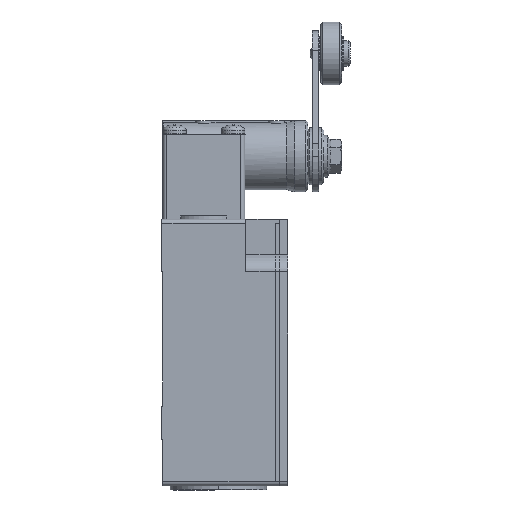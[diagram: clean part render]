
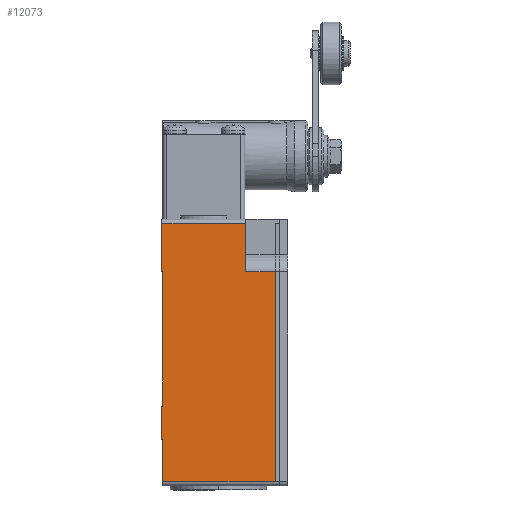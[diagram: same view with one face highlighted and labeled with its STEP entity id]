
A CAD part, left-side view. The second image highlights one B-rep face of the part: STEP entity #12073.
In plain terms, the highlighted planar face has unit normal (-1, 0, 0).
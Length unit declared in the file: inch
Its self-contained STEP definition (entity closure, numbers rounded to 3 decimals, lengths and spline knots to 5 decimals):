
#139 = ORIENTED_EDGE ( 'NONE', *, *, #13209, .T. ) ;
#420 = CARTESIAN_POINT ( 'NONE',  ( -0.59055, 0.52362, 0.7874 ) ) ;
#478 = DIRECTION ( 'NONE',  ( 0., 1., 0. ) ) ;
#713 = CARTESIAN_POINT ( 'NONE',  ( -0.59055, -0.5315, 0.07874 ) ) ;
#1015 = VERTEX_POINT ( 'NONE', #8175 ) ;
#1378 = AXIS2_PLACEMENT_3D ( 'NONE', #7386, #6354, #4419 ) ;
#1469 = DIRECTION ( 'NONE',  ( 0., 0., -1. ) ) ;
#1891 = CARTESIAN_POINT ( 'NONE',  ( -0.59055, 0.52362, 2.04724 ) ) ;
#2101 = ORIENTED_EDGE ( 'NONE', *, *, #8879, .T. ) ;
#2265 = VECTOR ( 'NONE', #478, 39.37008 ) ;
#2662 = CARTESIAN_POINT ( 'NONE',  ( -0.59055, 0.5315, 1.28938 ) ) ;
#2739 = LINE ( 'NONE', #2662, #7774 ) ;
#2808 = DIRECTION ( 'NONE',  ( 0., 0., -1. ) ) ;
#2833 = LINE ( 'NONE', #4835, #5471 ) ;
#2974 = EDGE_LOOP ( 'NONE', ( #139, #8207, #4999, #9125, #12934, #4163, #11125, #8186, #13210, #4726, #9135, #2101 ) ) ;
#3177 = PLANE ( 'NONE',  #1378 ) ;
#3311 = DIRECTION ( 'NONE',  ( 0., -1., 0. ) ) ;
#3434 = EDGE_CURVE ( 'NONE', #10663, #9957, #2739, .T. ) ;
#3442 = EDGE_CURVE ( 'NONE', #6793, #10663, #9070, .T. ) ;
#3572 = CARTESIAN_POINT ( 'NONE',  ( -0.59055, -0.25591, 2.50001 ) ) ;
#3722 = EDGE_CURVE ( 'NONE', #9957, #9881, #12727, .T. ) ;
#3793 = LINE ( 'NONE', #4899, #9955 ) ;
#3900 = EDGE_CURVE ( 'NONE', #12108, #6793, #13066, .T. ) ;
#4163 = ORIENTED_EDGE ( 'NONE', *, *, #3442, .T. ) ;
#4419 = DIRECTION ( 'NONE',  ( 0., 0., 1. ) ) ;
#4564 = VECTOR ( 'NONE', #11924, 39.37008 ) ;
#4692 = CARTESIAN_POINT ( 'NONE',  ( -0.59055, -0.25591, 2.04725 ) ) ;
#4726 = ORIENTED_EDGE ( 'NONE', *, *, #10412, .T. ) ;
#4758 = CARTESIAN_POINT ( 'NONE',  ( -0.59055, -0.25591, 2.50001 ) ) ;
#4835 = CARTESIAN_POINT ( 'NONE',  ( -0.59055, 0.52362, 0.7874 ) ) ;
#4899 = CARTESIAN_POINT ( 'NONE',  ( -0.59055, -0.64961, 0.7874 ) ) ;
#4999 = ORIENTED_EDGE ( 'NONE', *, *, #8554, .F. ) ;
#5087 = DIRECTION ( 'NONE',  ( 0., -1., 0. ) ) ;
#5113 = EDGE_CURVE ( 'NONE', #9881, #13600, #2833, .T. ) ;
#5341 = VECTOR ( 'NONE', #3311, 39.37008 ) ;
#5471 = VECTOR ( 'NONE', #5926, 39.37008 ) ;
#5858 = LINE ( 'NONE', #9909, #10814 ) ;
#5924 = CARTESIAN_POINT ( 'NONE',  ( -0.59055, 0.5315, 1.28938 ) ) ;
#5926 = DIRECTION ( 'NONE',  ( 0., 0., -1. ) ) ;
#5951 = EDGE_CURVE ( 'NONE', #10714, #12108, #7747, .T. ) ;
#6079 = DIRECTION ( 'NONE',  ( 0., -1., 0. ) ) ;
#6121 = CARTESIAN_POINT ( 'NONE',  ( -0.59055, -0.64961, 0.07874 ) ) ;
#6354 = DIRECTION ( 'NONE',  ( -1., 0., 0. ) ) ;
#6793 = VERTEX_POINT ( 'NONE', #4758 ) ;
#7167 = LINE ( 'NONE', #6121, #9918 ) ;
#7224 = VECTOR ( 'NONE', #6079, 39.37008 ) ;
#7386 = CARTESIAN_POINT ( 'NONE',  ( -0.59055, -0.64961, 2.50001 ) ) ;
#7604 = CARTESIAN_POINT ( 'NONE',  ( -0.59055, -0.5315, 1.28938 ) ) ;
#7607 = VERTEX_POINT ( 'NONE', #713 ) ;
#7747 = LINE ( 'NONE', #11854, #4564 ) ;
#7774 = VECTOR ( 'NONE', #2808, 39.37008 ) ;
#7812 = VERTEX_POINT ( 'NONE', #13051 ) ;
#8110 = CARTESIAN_POINT ( 'NONE',  ( -0.59055, -0.64961, 2.50001 ) ) ;
#8175 = CARTESIAN_POINT ( 'NONE',  ( -0.59055, 0.5315, 0.7874 ) ) ;
#8186 = ORIENTED_EDGE ( 'NONE', *, *, #3722, .T. ) ;
#8207 = ORIENTED_EDGE ( 'NONE', *, *, #9178, .T. ) ;
#8553 = DIRECTION ( 'NONE',  ( 0., 0., -1. ) ) ;
#8554 = EDGE_CURVE ( 'NONE', #10714, #7607, #12823, .T. ) ;
#8608 = CARTESIAN_POINT ( 'NONE',  ( -0.59055, -0.64961, 0.47244 ) ) ;
#8626 = VECTOR ( 'NONE', #8553, 39.37008 ) ;
#8879 = EDGE_CURVE ( 'NONE', #7812, #9357, #12526, .T. ) ;
#9070 = LINE ( 'NONE', #8110, #2265 ) ;
#9125 = ORIENTED_EDGE ( 'NONE', *, *, #5951, .T. ) ;
#9135 = ORIENTED_EDGE ( 'NONE', *, *, #13263, .T. ) ;
#9178 = EDGE_CURVE ( 'NONE', #12070, #7607, #7167, .T. ) ;
#9357 = VERTEX_POINT ( 'NONE', #10863 ) ;
#9698 = DIRECTION ( 'NONE',  ( 0., 0., 1. ) ) ;
#9881 = VERTEX_POINT ( 'NONE', #12199 ) ;
#9909 = CARTESIAN_POINT ( 'NONE',  ( -0.59055, 0.52362, 0.03937 ) ) ;
#9918 = VECTOR ( 'NONE', #5087, 39.37008 ) ;
#9955 = VECTOR ( 'NONE', #12313, 39.37008 ) ;
#9957 = VERTEX_POINT ( 'NONE', #13300 ) ;
#10159 = VECTOR ( 'NONE', #1469, 39.37008 ) ;
#10249 = CARTESIAN_POINT ( 'NONE',  ( -0.59055, -0.5315, 2.04725 ) ) ;
#10412 = EDGE_CURVE ( 'NONE', #13600, #1015, #3793, .T. ) ;
#10663 = VERTEX_POINT ( 'NONE', #12981 ) ;
#10714 = VERTEX_POINT ( 'NONE', #10249 ) ;
#10814 = VECTOR ( 'NONE', #12941, 39.37008 ) ;
#10863 = CARTESIAN_POINT ( 'NONE',  ( -0.59055, 0.52362, 0.47244 ) ) ;
#11125 = ORIENTED_EDGE ( 'NONE', *, *, #3434, .T. ) ;
#11704 = CARTESIAN_POINT ( 'NONE',  ( -0.59055, 0.52362, 0.07874 ) ) ;
#11854 = CARTESIAN_POINT ( 'NONE',  ( -0.59055, -0.64961, 2.04725 ) ) ;
#11924 = DIRECTION ( 'NONE',  ( 0., 1., 0. ) ) ;
#12070 = VERTEX_POINT ( 'NONE', #11704 ) ;
#12073 = ADVANCED_FACE ( 'NONE', ( #12601 ), #3177, .T. ) ;
#12108 = VERTEX_POINT ( 'NONE', #4692 ) ;
#12186 = LINE ( 'NONE', #5924, #10159 ) ;
#12199 = CARTESIAN_POINT ( 'NONE',  ( -0.59055, 0.52362, 2.04724 ) ) ;
#12313 = DIRECTION ( 'NONE',  ( 0., 1., 0. ) ) ;
#12480 = VECTOR ( 'NONE', #9698, 39.37008 ) ;
#12526 = LINE ( 'NONE', #8608, #5341 ) ;
#12601 = FACE_OUTER_BOUND ( 'NONE', #2974, .T. ) ;
#12727 = LINE ( 'NONE', #1891, #7224 ) ;
#12823 = LINE ( 'NONE', #7604, #8626 ) ;
#12934 = ORIENTED_EDGE ( 'NONE', *, *, #3900, .T. ) ;
#12941 = DIRECTION ( 'NONE',  ( 0., 0., -1. ) ) ;
#12981 = CARTESIAN_POINT ( 'NONE',  ( -0.59055, 0.5315, 2.50001 ) ) ;
#13051 = CARTESIAN_POINT ( 'NONE',  ( -0.59055, 0.5315, 0.47244 ) ) ;
#13066 = LINE ( 'NONE', #3572, #12480 ) ;
#13209 = EDGE_CURVE ( 'NONE', #9357, #12070, #5858, .T. ) ;
#13210 = ORIENTED_EDGE ( 'NONE', *, *, #5113, .T. ) ;
#13263 = EDGE_CURVE ( 'NONE', #1015, #7812, #12186, .T. ) ;
#13300 = CARTESIAN_POINT ( 'NONE',  ( -0.59055, 0.5315, 2.04724 ) ) ;
#13600 = VERTEX_POINT ( 'NONE', #420 ) ;
